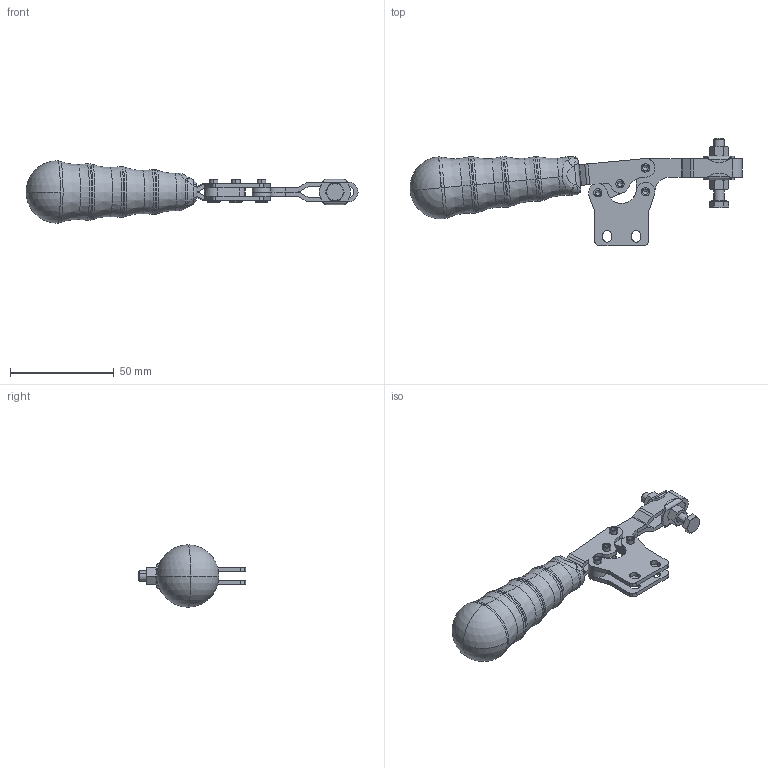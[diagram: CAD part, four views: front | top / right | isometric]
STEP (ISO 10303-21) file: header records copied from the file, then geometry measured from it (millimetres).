
FILE_DESCRIPTION((''),'2;1');
FILE_NAME('111.1.stp','2005-09-27T15:15:49',('Kysilko'),(''),'Autodesk Inventor 8','Autodesk Inventor 8','');
FILE_SCHEMA(('AUTOMOTIVE_DESIGN { 1 0 10303 214 1 1 1 1 }'));
Length unit declared in the file: millimetre
Products named in the file (1): Part9
Bounding box: 160.04 x 51.8 x 30 mm (x, y, z)
Volume: 43394.3 mm3; surface area: 16283.8 mm2
Topology: 1 solids, 2 shells, 406 faces, 1065 edges, 652 vertices
Faces by surface type: cylinder 116, plane 106, bspline 102, cone 64, sphere 10, torus 8
Entity records: 19997 total; most frequent: CARTESIAN_POINT 10291, ORIENTED_EDGE 2094, DIRECTION 2038, EDGE_CURVE 1047, AXIS2_PLACEMENT_3D 808, VERTEX_POINT 652, CIRCLE 503, EDGE_LOOP 441
